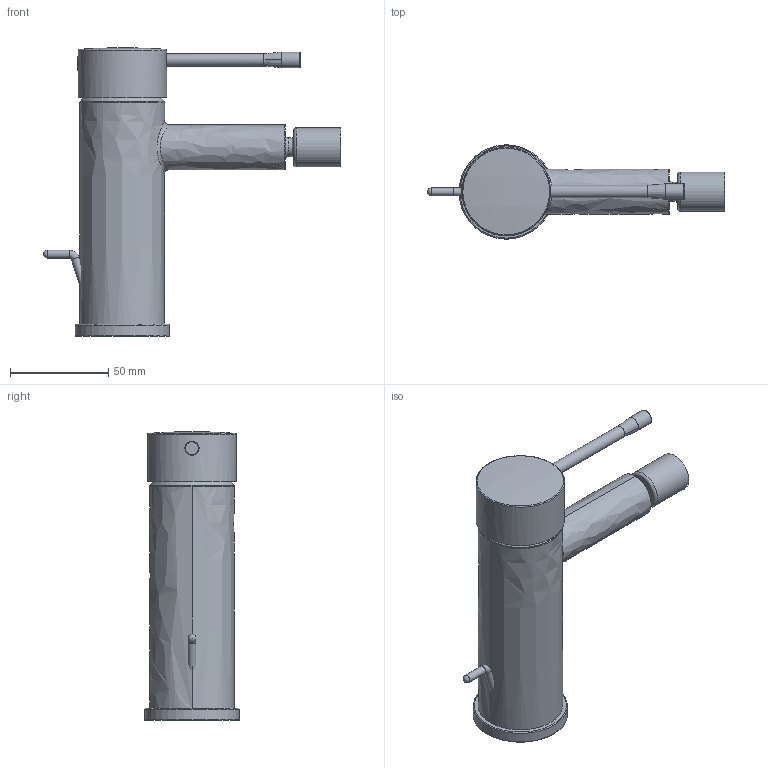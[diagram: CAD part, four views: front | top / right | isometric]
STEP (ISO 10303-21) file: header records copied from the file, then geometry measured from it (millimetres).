
FILE_DESCRIPTION(/* description */ ('Unknown'),/* implementation_level */ '2;1');
FILE_NAME(/* name */ '32935001',/* time_stamp */ '2022-09-07T18:15:55+02:00',/* author */ ('Unknown'),/* organization */ ('GROHE AG'),/* preprocessor_version */ 'ST-DEVELOPER v16.7',/* originating_system */ 'DEX',/* authorisation */ $);
FILE_SCHEMA (('AUTOMOTIVE_DESIGN {1 0 10303 214 3 1 1}'));
Length unit declared in the file: millimetre
Products named in the file (6): 32935001; 32935001_0; id81; A4286211-2; A4286283-2
Assembly tree (5 placements, depth 2):
  32935001
    32935001
    32935001_0
    id81
    A4286211-2
    A4286283-2
Bounding box: 151.29 x 47.99 x 146.57 mm (x, y, z)
Volume: 1460.6 mm3; surface area: 39441.2 mm2
Topology: 5 solids, 12 shells, 59 faces, 125 edges, 82 vertices
Faces by surface type: bspline 18, plane 16, cylinder 10, torus 9, sphere 4, cone 2
Full cylindrical faces by diameter (mm): 4 x4, 6.35 x1, 6.7 x1, 7.793 x1, 9.5 x1, 20 x1, 45 x1
Entity records: 3149 total; most frequent: CARTESIAN_POINT 1847, DIRECTION 174, ORIENTED_EDGE 165, EDGE_LOOP 93, FACE_BOUND 93, EDGE_CURVE 89, AXIS2_PLACEMENT_3D 87, VERTEX_POINT 73
